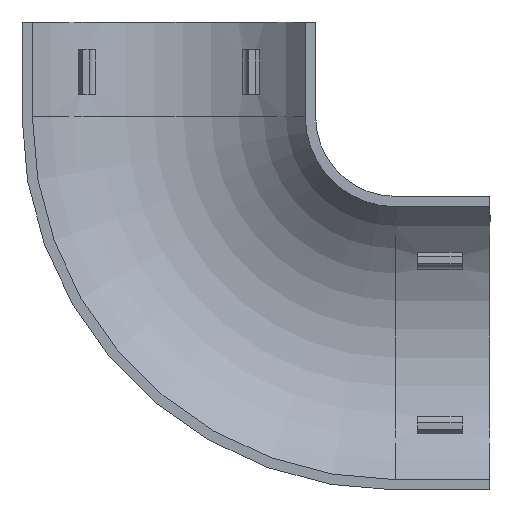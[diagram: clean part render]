
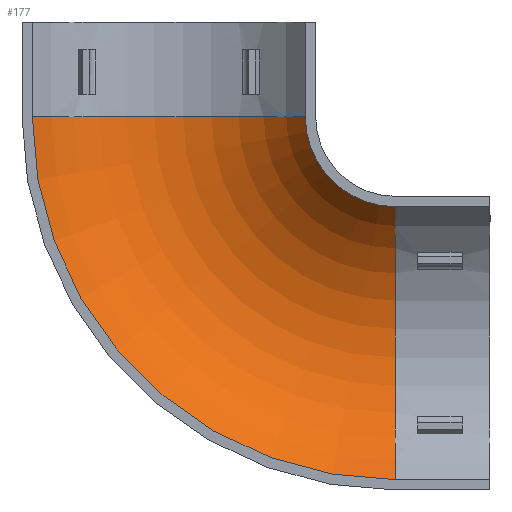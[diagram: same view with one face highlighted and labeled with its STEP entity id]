
A CAD part, front view. The second image highlights one B-rep face of the part: STEP entity #177.
In plain terms, the highlighted toroidal (fillet/blend) face has major radius 40.645 mm and minor radius 30.7 mm.
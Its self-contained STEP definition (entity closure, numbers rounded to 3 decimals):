
#38=AXIS2_PLACEMENT_3D('Circle Axis2P3D',#36,#37,$) ;
#150=AXIS2_PLACEMENT_3D('Torus Axis2P3D',#147,#148,#149) ;
#154=AXIS2_PLACEMENT_3D('Circle Axis2P3D',#152,#153,$) ;
#163=AXIS2_PLACEMENT_3D('Circle Axis2P3D',#161,#162,$) ;
#168=AXIS2_PLACEMENT_3D('Circle Axis2P3D',#166,#167,$) ;
#36=CARTESIAN_POINT('Axis2P3D Location',(65.145,-18.5,-57.645)) ;
#40=CARTESIAN_POINT('Vertex',(65.145,0.,-82.145)) ;
#42=CARTESIAN_POINT('Vertex',(65.145,0.,-33.145)) ;
#147=CARTESIAN_POINT('Axis2P3D Location',(65.145,-18.5,-17.)) ;
#152=CARTESIAN_POINT('Axis2P3D Location',(24.5,-18.5,-17.)) ;
#156=CARTESIAN_POINT('Vertex',(0.,0.,-17.)) ;
#158=CARTESIAN_POINT('Vertex',(49.,0.,-17.)) ;
#161=CARTESIAN_POINT('Axis2P3D Location',(65.145,0.,-17.)) ;
#166=CARTESIAN_POINT('Axis2P3D Location',(65.145,0.,-17.)) ;
#37=DIRECTION('Axis2P3D Direction',(1.,0.,0.)) ;
#148=DIRECTION('Axis2P3D Direction',(0.,-1.,0.)) ;
#149=DIRECTION('Axis2P3D XDirection',(0.,0.,1.)) ;
#153=DIRECTION('Axis2P3D Direction',(0.,0.,1.)) ;
#162=DIRECTION('Axis2P3D Direction',(0.,-1.,0.)) ;
#167=DIRECTION('Axis2P3D Direction',(0.,-1.,0.)) ;
#172=ORIENTED_EDGE('',*,*,#160,.F.) ;
#173=ORIENTED_EDGE('',*,*,#165,.T.) ;
#174=ORIENTED_EDGE('',*,*,#44,.T.) ;
#175=ORIENTED_EDGE('',*,*,#170,.F.) ;
#177=ADVANCED_FACE('NONE',(#176),#151,.F.) ;
#39=CIRCLE('generated circle',#38,30.7) ;
#155=CIRCLE('generated circle',#154,30.7) ;
#164=CIRCLE('generated circle',#163,65.145) ;
#169=CIRCLE('generated circle',#168,16.145) ;
#151=TOROIDAL_SURFACE('homeo Torus',#150,40.645,30.7) ;
#44=EDGE_CURVE('',#41,#43,#39,.T.) ;
#160=EDGE_CURVE('',#157,#159,#155,.F.) ;
#165=EDGE_CURVE('',#157,#41,#164,.T.) ;
#170=EDGE_CURVE('',#159,#43,#169,.T.) ;
#171=EDGE_LOOP('',(#172,#173,#174,#175)) ;
#176=FACE_OUTER_BOUND('',#171,.T.) ;
#41=VERTEX_POINT('',#40) ;
#43=VERTEX_POINT('',#42) ;
#157=VERTEX_POINT('',#156) ;
#159=VERTEX_POINT('',#158) ;
